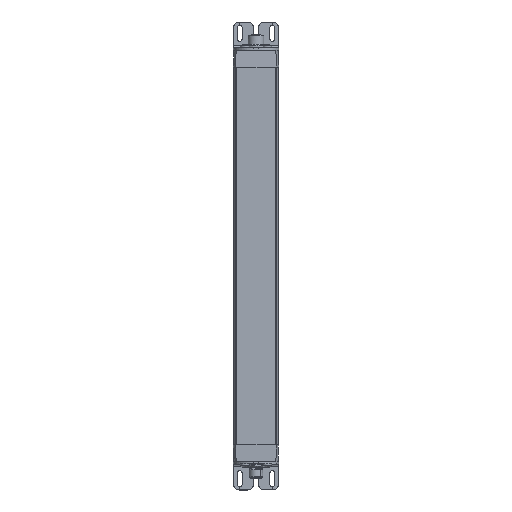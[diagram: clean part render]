
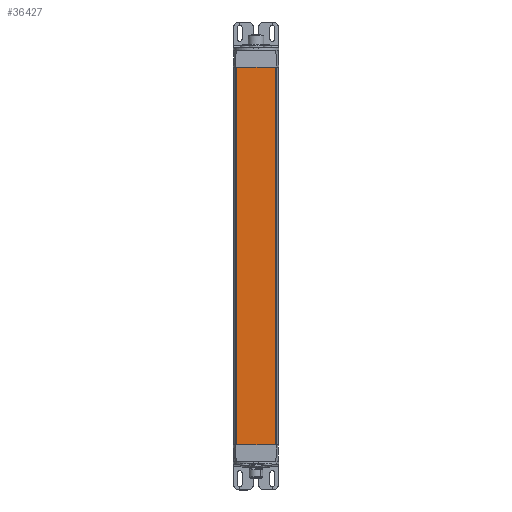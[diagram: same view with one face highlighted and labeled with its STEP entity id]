
A CAD part, top view. The second image highlights one B-rep face of the part: STEP entity #36427.
In plain terms, the highlighted planar face has unit normal (0, 0, 1).
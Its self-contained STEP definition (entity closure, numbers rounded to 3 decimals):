
#36407=AXIS2_PLACEMENT_3D('Plane Axis2P3D',#36404,#36405,#36406) ;
#34624=CARTESIAN_POINT('Line Origine',(20.002,40.,36.8)) ;
#34628=CARTESIAN_POINT('Vertex',(37.002,40.,36.8)) ;
#34630=CARTESIAN_POINT('Vertex',(3.002,40.,36.8)) ;
#36385=CARTESIAN_POINT('Line Origine',(37.002,207.5,36.8)) ;
#36389=CARTESIAN_POINT('Vertex',(37.002,375.,36.8)) ;
#36404=CARTESIAN_POINT('Axis2P3D Location',(20.002,207.5,36.8)) ;
#36409=CARTESIAN_POINT('Line Origine',(20.002,375.,36.8)) ;
#36413=CARTESIAN_POINT('Vertex',(3.002,375.,36.8)) ;
#36416=CARTESIAN_POINT('Line Origine',(3.002,207.5,36.8)) ;
#34625=DIRECTION('Vector Direction',(-1.,0.,0.)) ;
#36386=DIRECTION('Vector Direction',(0.,-1.,0.)) ;
#36405=DIRECTION('Axis2P3D Direction',(0.,0.,-1.)) ;
#36406=DIRECTION('Axis2P3D XDirection',(1.,0.,0.)) ;
#36410=DIRECTION('Vector Direction',(1.,0.,0.)) ;
#36417=DIRECTION('Vector Direction',(0.,1.,0.)) ;
#34626=VECTOR('Line Direction',#34625,1.) ;
#36387=VECTOR('Line Direction',#36386,1.) ;
#36411=VECTOR('Line Direction',#36410,1.) ;
#36418=VECTOR('Line Direction',#36417,1.) ;
#36422=ORIENTED_EDGE('',*,*,#36415,.F.) ;
#36423=ORIENTED_EDGE('',*,*,#36420,.F.) ;
#36424=ORIENTED_EDGE('',*,*,#34632,.F.) ;
#36425=ORIENTED_EDGE('',*,*,#36391,.F.) ;
#36427=ADVANCED_FACE('Hauptkoerper',(#36426),#36408,.F.) ;
#34632=EDGE_CURVE('',#34629,#34631,#34627,.T.) ;
#36391=EDGE_CURVE('',#36390,#34629,#36388,.T.) ;
#36415=EDGE_CURVE('',#36414,#36390,#36412,.T.) ;
#36420=EDGE_CURVE('',#34631,#36414,#36419,.T.) ;
#36421=EDGE_LOOP('',(#36422,#36423,#36424,#36425)) ;
#36426=FACE_OUTER_BOUND('',#36421,.T.) ;
#34627=LINE('Line',#34624,#34626) ;
#36388=LINE('Line',#36385,#36387) ;
#36412=LINE('Line',#36409,#36411) ;
#36419=LINE('Line',#36416,#36418) ;
#36408=PLANE('',#36407) ;
#34629=VERTEX_POINT('',#34628) ;
#34631=VERTEX_POINT('',#34630) ;
#36390=VERTEX_POINT('',#36389) ;
#36414=VERTEX_POINT('',#36413) ;
